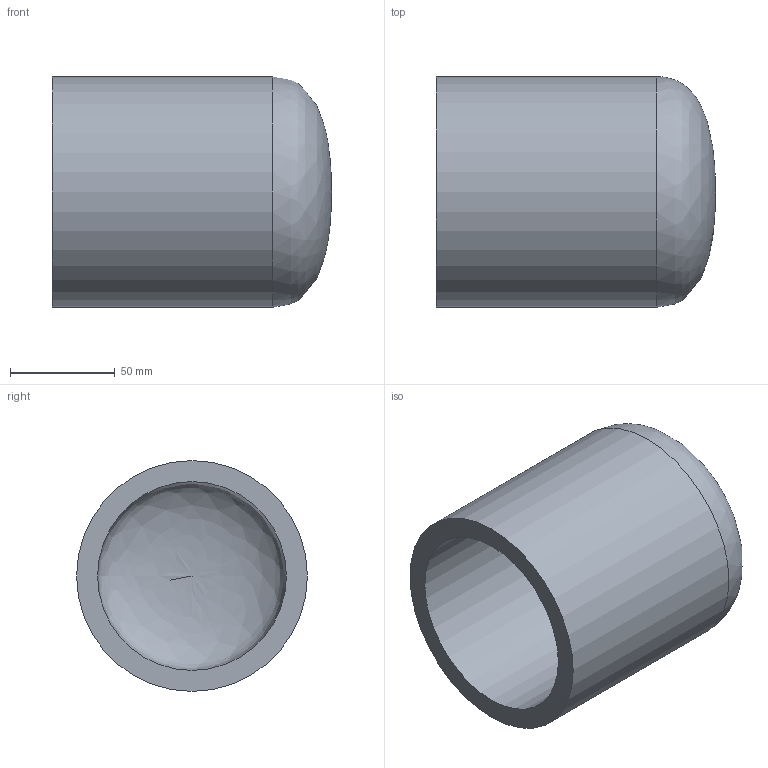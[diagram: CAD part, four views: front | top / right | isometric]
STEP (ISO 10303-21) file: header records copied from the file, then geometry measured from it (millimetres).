
FILE_DESCRIPTION(/* description */ ('PE100 End Cap with long ends, Ø110, SDR11 PN16'),/* implementation_level */ '2;1');
FILE_NAME(/* name */ 'CEL11-RC-110', /* time_stamp */ '2021-11-23T10:29:09+01:00',/* author */ ('COAB Solutions'),/* organization */ ('GPA Flowsystem'),/* preprocessor_version */ '',/* originating_system */ 'www.coabsolutions.com',/* authorisation */ '');
FILE_SCHEMA (('AUTOMOTIVE_DESIGN { 1 0 10303 214 3 1 1 }'));
Length unit declared in the file: millimetre
Products named in the file (1): CEL11-RC-110
Bounding box: 133 x 110 x 110 mm (x, y, z)
Volume: 440765 mm3; surface area: 91552.6 mm2
Topology: 1 solids, 1 shells, 5 faces, 12 edges, 8 vertices
Faces by surface type: cylinder 2, bspline 2, plane 1
Full cylindrical faces by diameter (mm): 90 x1, 110 x1
Entity records: 227 total; most frequent: CARTESIAN_POINT 80, DIRECTION 22, ORIENTED_EDGE 20, EDGE_CURVE 10, AXIS2_PLACEMENT_3D 10, VERTEX_POINT 8, EDGE_LOOP 6, CIRCLE 6
